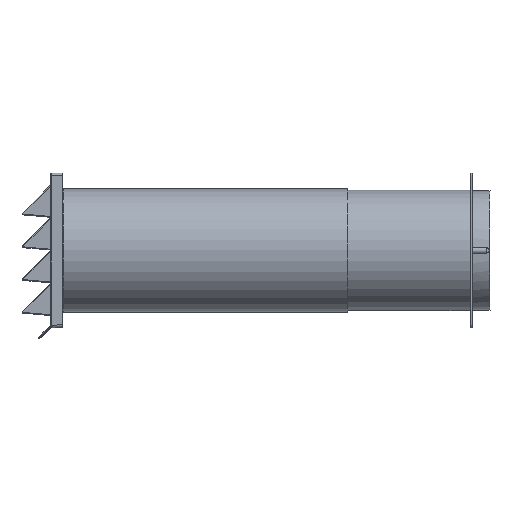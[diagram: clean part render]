
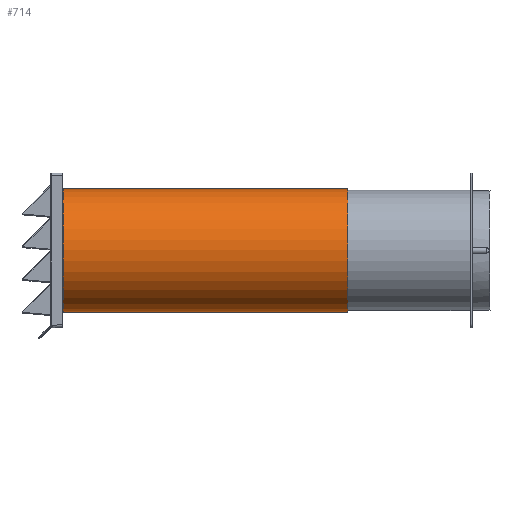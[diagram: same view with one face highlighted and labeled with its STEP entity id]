
A CAD part, front view. The second image highlights one B-rep face of the part: STEP entity #714.
In plain terms, the highlighted cylindrical face has radius 76 mm (diameter 152 mm), a partial arc.
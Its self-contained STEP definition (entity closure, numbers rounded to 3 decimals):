
#714=ADVANCED_FACE('',(#1259),#1260,.T.);
#1259=FACE_OUTER_BOUND('',#2172,.T.);
#1260=CYLINDRICAL_SURFACE('',#2173,76.0);
#2172=EDGE_LOOP('',(#4170,#4171,#4172,#4173));
#2173=AXIS2_PLACEMENT_3D('',#4174,#4175,#4176);
#4170=ORIENTED_EDGE('',*,*,#4812,.T.);
#4171=ORIENTED_EDGE('',*,*,#4822,.T.);
#4172=ORIENTED_EDGE('',*,*,#4814,.T.);
#4173=ORIENTED_EDGE('',*,*,#4823,.T.);
#4174=CARTESIAN_POINT('',(0.0,0.0,0.0));
#4175=DIRECTION('',(0.0,0.0,1.0));
#4176=DIRECTION('',(1.0,0.0,0.0));
#4812=EDGE_CURVE('',#5833,#5834,#5835,.T.);
#4814=EDGE_CURVE('',#5838,#5836,#5839,.T.);
#4822=EDGE_CURVE('',#5834,#5838,#5851,.T.);
#4823=EDGE_CURVE('',#5836,#5833,#5852,.T.);
#5833=VERTEX_POINT('',#9789);
#5834=VERTEX_POINT('',#9790);
#5835=LINE('',#9791,#9792);
#5836=VERTEX_POINT('',#9793);
#5838=VERTEX_POINT('',#9795);
#5839=LINE('',#9796,#9797);
#5851=CIRCLE('',#9811,76.0);
#5852=CIRCLE('',#9812,76.0);
#9789=CARTESIAN_POINT('',(76.0,0.0,0.0));
#9790=CARTESIAN_POINT('',(76.0,0.0,350.0));
#9791=CARTESIAN_POINT('',(76.0,0.,0.0));
#9792=VECTOR('',#10708,1.0);
#9793=CARTESIAN_POINT('',(-76.0,0.,0.0));
#9795=CARTESIAN_POINT('',(-76.0,0.,350.0));
#9796=CARTESIAN_POINT('',(-76.0,0.,0.0));
#9797=VECTOR('',#10712,1.0);
#9811=AXIS2_PLACEMENT_3D('',#10730,#10731,#10732);
#9812=AXIS2_PLACEMENT_3D('',#10733,#10734,#10735);
#10708=DIRECTION('',(0.0,0.0,1.0));
#10712=DIRECTION('',(-0.0,-0.0,-1.0));
#10730=CARTESIAN_POINT('',(0.0,0.0,350.0));
#10731=DIRECTION('',(0.0,0.0,-1.0));
#10732=DIRECTION('',(1.0,0.0,0.0));
#10733=CARTESIAN_POINT('',(0.0,0.0,0.0));
#10734=DIRECTION('',(0.0,0.0,1.0));
#10735=DIRECTION('',(1.0,0.0,0.0));
